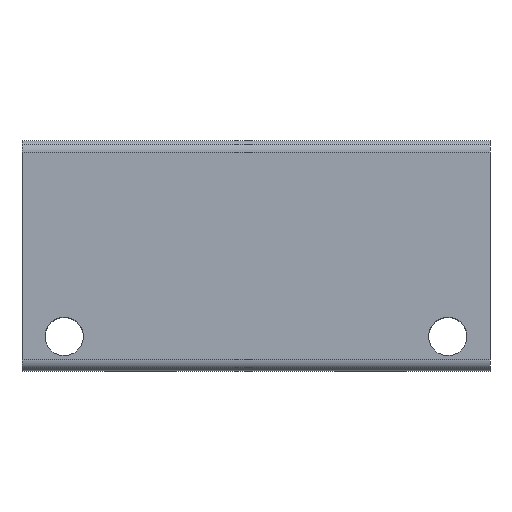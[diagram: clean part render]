
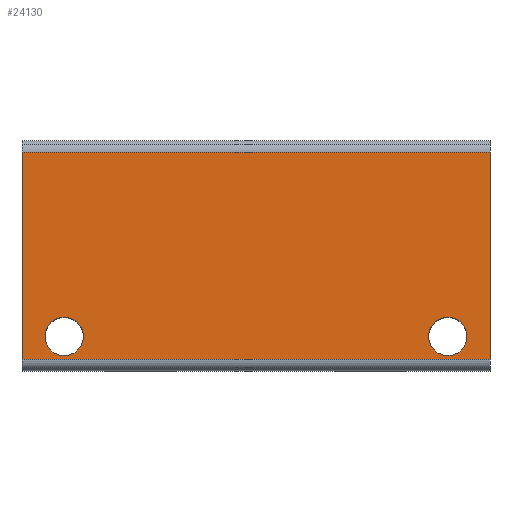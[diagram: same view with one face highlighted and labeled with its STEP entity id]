
A CAD part, top view. The second image highlights one B-rep face of the part: STEP entity #24130.
In plain terms, the highlighted planar face has unit normal (0, 0, 1).
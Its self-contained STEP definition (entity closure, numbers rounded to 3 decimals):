
#143=CARTESIAN_POINT('',(27.5,-10.5,10.0));
#144=VERTEX_POINT('',#143);
#160=CARTESIAN_POINT('',(22.5,-10.5,10.0));
#161=VERTEX_POINT('',#160);
#168=CARTESIAN_POINT('',(25.,-10.5,10.0));
#169=DIRECTION('',(0.0,0.0,-1.0));
#170=DIRECTION('',(1.0,0.0,0.0));
#171=AXIS2_PLACEMENT_3D('',#168,#169,#170);
#172=CIRCLE('',#171,2.5);
#173=EDGE_CURVE('',#144,#161,#172,.T.);
#185=CARTESIAN_POINT('',(-22.5,-10.5,10.0));
#186=VERTEX_POINT('',#185);
#202=CARTESIAN_POINT('',(-27.5,-10.5,10.0));
#203=VERTEX_POINT('',#202);
#210=CARTESIAN_POINT('',(-25.0,-10.5,10.0));
#211=DIRECTION('',(0.0,0.0,-1.0));
#212=DIRECTION('',(1.0,0.0,0.0));
#213=AXIS2_PLACEMENT_3D('',#210,#211,#212);
#214=CIRCLE('',#213,2.5);
#215=EDGE_CURVE('',#186,#203,#214,.T.);
#379=CARTESIAN_POINT('',(30.5,-13.5,10.0));
#380=VERTEX_POINT('',#379);
#388=CARTESIAN_POINT('',(-30.5,-13.5,10.0));
#389=VERTEX_POINT('',#388);
#390=CARTESIAN_POINT('',(30.5,-13.5,10.0));
#391=DIRECTION('',(-1.0,0.0,0.0));
#392=VECTOR('',#391,61.);
#393=LINE('',#390,#392);
#394=EDGE_CURVE('',#380,#389,#393,.T.);
#505=CARTESIAN_POINT('',(-30.5,13.5,10.0));
#506=VERTEX_POINT('',#505);
#514=CARTESIAN_POINT('',(30.5,13.5,10.0));
#515=VERTEX_POINT('',#514);
#516=CARTESIAN_POINT('',(-30.5,13.5,10.0));
#517=DIRECTION('',(1.0,0.0,0.0));
#518=VECTOR('',#517,61.);
#519=LINE('',#516,#518);
#520=EDGE_CURVE('',#506,#515,#519,.T.);
#23897=CARTESIAN_POINT('',(30.5,13.5,10.0));
#23898=DIRECTION('',(0.0,-1.0,0.0));
#23899=VECTOR('',#23898,27.0);
#23900=LINE('',#23897,#23899);
#23901=EDGE_CURVE('',#515,#380,#23900,.T.);
#24094=CARTESIAN_POINT('',(0.,0.,10.0));
#24095=DIRECTION('',(0.0,0.0,1.0));
#24096=DIRECTION('',(1.0,0.0,0.0));
#24097=AXIS2_PLACEMENT_3D('',#24094,#24095,#24096);
#24098=PLANE('',#24097);
#24099=ORIENTED_EDGE('',*,*,#520,.F.);
#24100=CARTESIAN_POINT('',(-30.5,-13.5,10.0));
#24101=DIRECTION('',(0.0,1.0,0.0));
#24102=VECTOR('',#24101,27.0);
#24103=LINE('',#24100,#24102);
#24104=EDGE_CURVE('',#389,#506,#24103,.T.);
#24105=ORIENTED_EDGE('',*,*,#24104,.F.);
#24106=ORIENTED_EDGE('',*,*,#394,.F.);
#24107=ORIENTED_EDGE('',*,*,#23901,.F.);
#24108=EDGE_LOOP('',(#24099,#24105,#24106,#24107));
#24109=FACE_OUTER_BOUND('',#24108,.T.);
#24110=ORIENTED_EDGE('',*,*,#173,.T.);
#24111=CARTESIAN_POINT('',(25.,-10.5,10.0));
#24112=DIRECTION('',(0.0,0.0,-1.0));
#24113=DIRECTION('',(1.0,0.0,0.0));
#24114=AXIS2_PLACEMENT_3D('',#24111,#24112,#24113);
#24115=CIRCLE('',#24114,2.5);
#24116=EDGE_CURVE('',#161,#144,#24115,.T.);
#24117=ORIENTED_EDGE('',*,*,#24116,.T.);
#24118=EDGE_LOOP('',(#24110,#24117));
#24119=FACE_BOUND('',#24118,.T.);
#24120=ORIENTED_EDGE('',*,*,#215,.T.);
#24121=CARTESIAN_POINT('',(-25.0,-10.5,10.0));
#24122=DIRECTION('',(0.0,0.0,-1.0));
#24123=DIRECTION('',(1.0,0.0,0.0));
#24124=AXIS2_PLACEMENT_3D('',#24121,#24122,#24123);
#24125=CIRCLE('',#24124,2.5);
#24126=EDGE_CURVE('',#203,#186,#24125,.T.);
#24127=ORIENTED_EDGE('',*,*,#24126,.T.);
#24128=EDGE_LOOP('',(#24120,#24127));
#24129=FACE_BOUND('',#24128,.T.);
#24130=ADVANCED_FACE('',(#24109,#24119,#24129),#24098,.T.);
